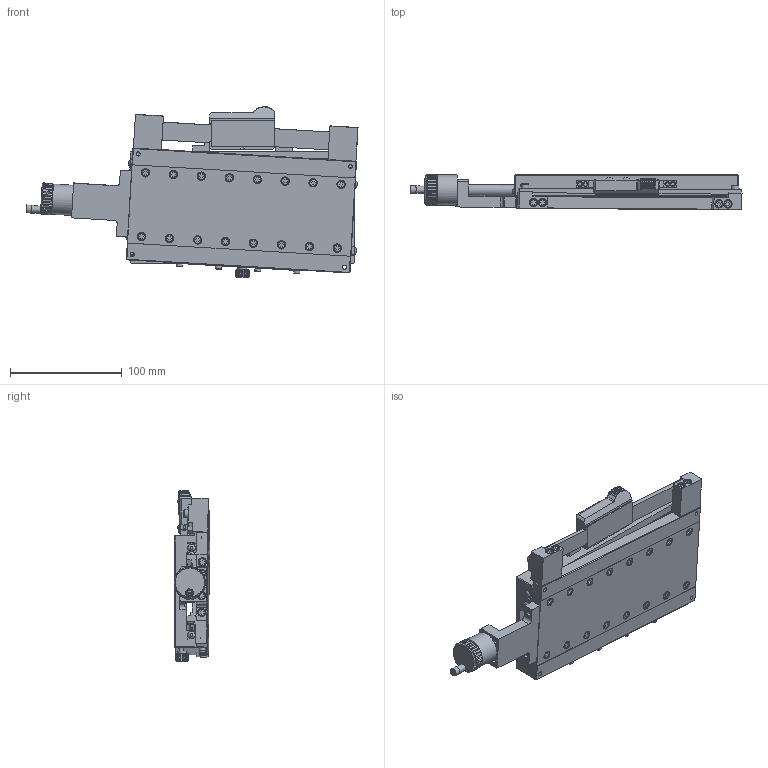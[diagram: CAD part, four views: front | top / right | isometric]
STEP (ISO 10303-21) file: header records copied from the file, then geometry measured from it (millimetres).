
FILE_DESCRIPTION (( 'STEP AP203' ), '1' );
FILE_NAME ('528862.STEP', '2024-10-17T01:45:24', ( 'Windows User' ), ( 'P R C' ), 'SwSTEP 2.0', 'SolidWorks 2020', '' );
FILE_SCHEMA (( 'CONFIG_CONTROL_DESIGN' ));
Length unit declared in the file: millimetre
Products named in the file (1): 528862
Bounding box: 296.47 x 31.94 x 152.5 mm (x, y, z)
Volume: 589309.2 mm3; surface area: 169176.2 mm2
Topology: 2 solids, 2 shells, 1961 faces, 4924 edges, 3162 vertices
Faces by surface type: plane 1387, cylinder 329, cone 146, bspline 90, torus 9
Full cylindrical faces by diameter (mm): 2.5 x2, 3.242 x29, 3.4 x16, 3.688 x4, 4 x16, 4.5 x4, 5 x1, 5.2 x1, 5.5 x8, 6 x35, 6.9 x6, 7 x27, 7.5 x24, 8 x6, 9 x1, 10 x2, 27 x1
Entity records: 60670 total; most frequent: CARTESIAN_POINT 15919, ORIENTED_EDGE 9094, DIRECTION 8666, EDGE_CURVE 4547, VECTOR 3254, LINE 3254, VERTEX_POINT 3099, AXIS2_PLACEMENT_3D 2706
